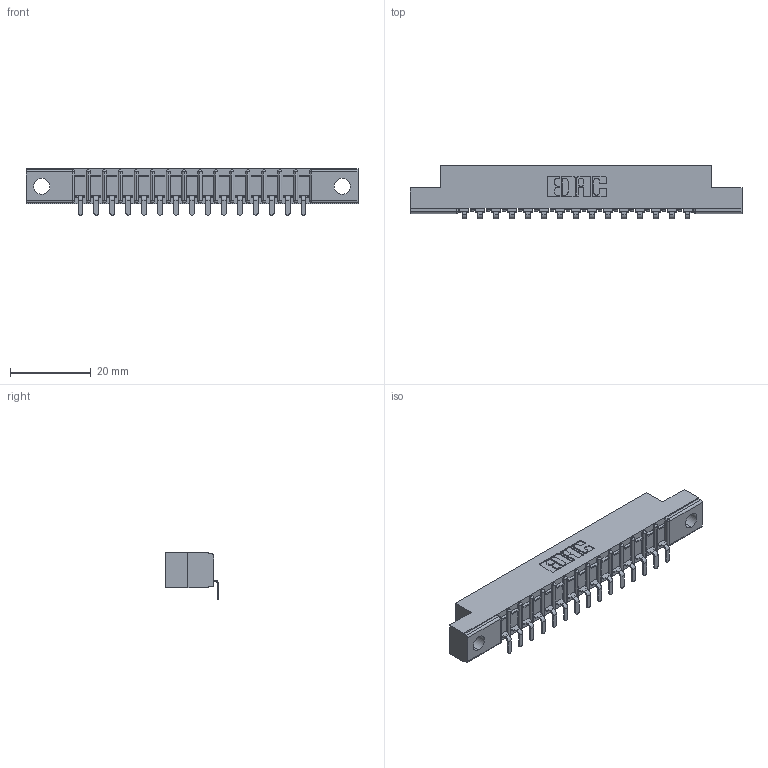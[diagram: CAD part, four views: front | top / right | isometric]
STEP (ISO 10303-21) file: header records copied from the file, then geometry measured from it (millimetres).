
FILE_DESCRIPTION (( 'STEP AP203' ), '1' );
FILE_NAME ('307-015-553-104.STEP', '2018-08-03T02:28:19', ( '' ), ( '' ), 'SwSTEP 2.0', 'SolidWorks 2016', '' );
FILE_SCHEMA (( 'CONFIG_CONTROL_DESIGN' ));
Length unit declared in the file: inch
Products named in the file (3): 307-015-553-104; 307 Part_.156 Dia Mounting Holes; 307-290-002_553
Assembly tree (16 placements, depth 2):
  307-015-553-104
    307 Part_.156 Dia Mounting Holes
    307-290-002_553  x15
Bounding box: 82.45 x 13.32 x 11.51 mm (x, y, z)
Volume: 5333.4 mm3; surface area: 9206.6 mm2
Topology: 16 solids, 16 shells, 1318 faces, 4019 edges, 2634 vertices
Faces by surface type: plane 789, cylinder 497, sphere 32
Entity records: 17460 total; most frequent: CARTESIAN_POINT 2946, ORIENTED_EDGE 2934, DIRECTION 2867, EDGE_CURVE 1467, LINE 1117, VECTOR 1117, VERTEX_POINT 954, AXIS2_PLACEMENT_3D 875
